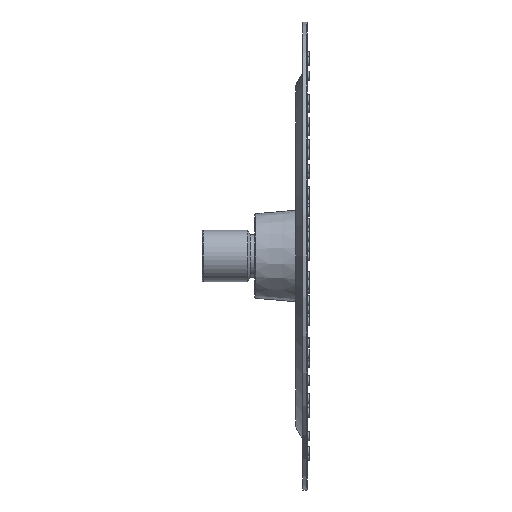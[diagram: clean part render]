
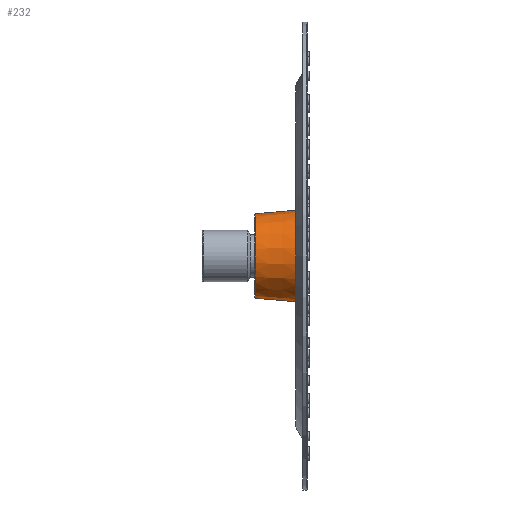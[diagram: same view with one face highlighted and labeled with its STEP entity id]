
A CAD part, left-side view. The second image highlights one B-rep face of the part: STEP entity #232.
In plain terms, the highlighted conical face has half-angle 5 degrees and reference radius 20 mm.
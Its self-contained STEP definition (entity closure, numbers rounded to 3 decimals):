
#117 = LINE ( 'NONE', #3833, #7593 ) ;
#156 = DIRECTION ( 'NONE',  ( 0., -1., 0. ) ) ;
#232 = ADVANCED_FACE ( 'NONE', ( #2770 ), #5236, .T. ) ;
#518 = DIRECTION ( 'NONE',  ( 0., 0., 1. ) ) ;
#663 = AXIS2_PLACEMENT_3D ( 'NONE', #8435, #156, #3878 ) ;
#913 = ORIENTED_EDGE ( 'NONE', *, *, #1768, .F. ) ;
#1162 = EDGE_CURVE ( 'NONE', #2579, #5808, #9766, .T. ) ;
#1768 = EDGE_CURVE ( 'NONE', #11668, #2579, #117, .T. ) ;
#2155 = CARTESIAN_POINT ( 'NONE',  ( 0., 5., 19.563 ) ) ;
#2566 = ORIENTED_EDGE ( 'NONE', *, *, #10700, .T. ) ;
#2579 = VERTEX_POINT ( 'NONE', #2155 ) ;
#2770 = FACE_OUTER_BOUND ( 'NONE', #6482, .T. ) ;
#3645 = EDGE_CURVE ( 'NONE', #9078, #5808, #3991, .T. ) ;
#3833 = CARTESIAN_POINT ( 'NONE',  ( 0., 0., 20. ) ) ;
#3878 = DIRECTION ( 'NONE',  ( 0., 0., -1. ) ) ;
#3991 = LINE ( 'NONE', #7640, #5610 ) ;
#4609 = AXIS2_PLACEMENT_3D ( 'NONE', #5133, #8773, #518 ) ;
#4692 = DIRECTION ( 'NONE',  ( 0., -1., 0. ) ) ;
#5133 = CARTESIAN_POINT ( 'NONE',  ( 0., 5., 0. ) ) ;
#5236 = CONICAL_SURFACE ( 'NONE', #6177, 20., 0.087 ) ;
#5610 = VECTOR ( 'NONE', #11338, 1000. ) ;
#5808 = VERTEX_POINT ( 'NONE', #11055 ) ;
#5872 = CIRCLE ( 'NONE', #663, 18.071 ) ;
#6177 = AXIS2_PLACEMENT_3D ( 'NONE', #6424, #4692, #8352 ) ;
#6424 = CARTESIAN_POINT ( 'NONE',  ( 0., 0., 0. ) ) ;
#6430 = CARTESIAN_POINT ( 'NONE',  ( 0., 22.044, -18.071 ) ) ;
#6482 = EDGE_LOOP ( 'NONE', ( #2566, #8195, #7865, #913 ) ) ;
#7488 = DIRECTION ( 'NONE',  ( 0., -0.996, 0.087 ) ) ;
#7593 = VECTOR ( 'NONE', #7488, 1000. ) ;
#7640 = CARTESIAN_POINT ( 'NONE',  ( 0., 0., -20. ) ) ;
#7865 = ORIENTED_EDGE ( 'NONE', *, *, #1162, .F. ) ;
#7894 = CARTESIAN_POINT ( 'NONE',  ( 0., 22.044, 18.071 ) ) ;
#8195 = ORIENTED_EDGE ( 'NONE', *, *, #3645, .T. ) ;
#8352 = DIRECTION ( 'NONE',  ( 0., 0., 1. ) ) ;
#8435 = CARTESIAN_POINT ( 'NONE',  ( 0., 22.044, 0. ) ) ;
#8773 = DIRECTION ( 'NONE',  ( 0., -1., 0. ) ) ;
#9078 = VERTEX_POINT ( 'NONE', #6430 ) ;
#9766 = CIRCLE ( 'NONE', #4609, 19.563 ) ;
#10700 = EDGE_CURVE ( 'NONE', #11668, #9078, #5872, .T. ) ;
#11055 = CARTESIAN_POINT ( 'NONE',  ( 0., 5., -19.563 ) ) ;
#11338 = DIRECTION ( 'NONE',  ( 0., -0.996, -0.087 ) ) ;
#11668 = VERTEX_POINT ( 'NONE', #7894 ) ;
